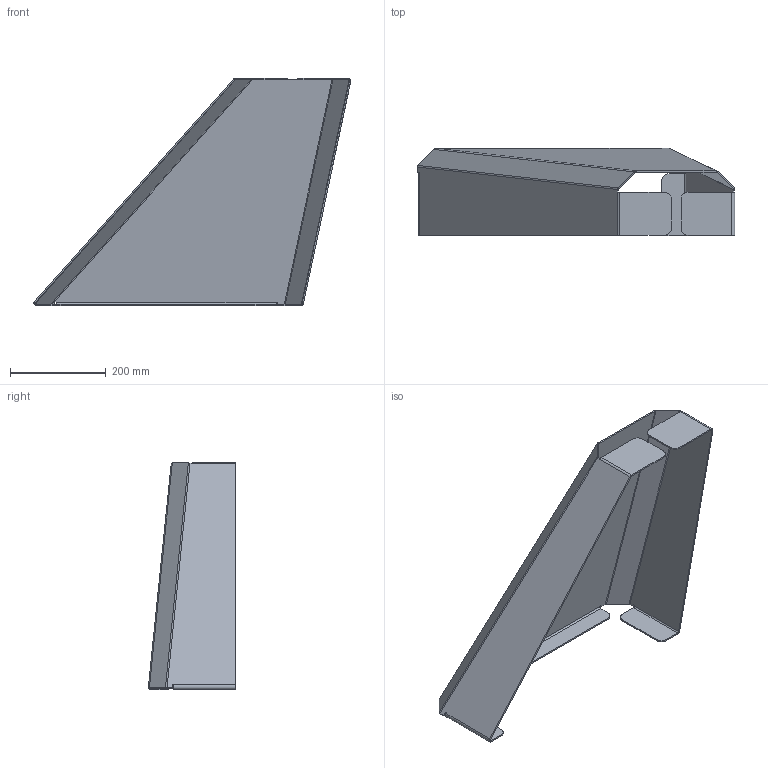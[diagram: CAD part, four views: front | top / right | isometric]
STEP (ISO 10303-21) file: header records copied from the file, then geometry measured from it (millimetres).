
FILE_DESCRIPTION((''),'2;1');
FILE_NAME('Flyer.step','2020-07-15T16:03:08',('Brolle'),(''),'Autodesk Inventor 2010','Autodesk Inventor 2010','');
FILE_SCHEMA(('AUTOMOTIVE_DESIGN { 1 0 10303 214 1 1 1 1 }'));
Length unit declared in the file: millimetre
Products named in the file (1): Flyer-test
Bounding box: 665.17 x 182.98 x 476 mm (x, y, z)
Volume: 1184040.4 mm3; surface area: 798880.1 mm2
Topology: 1 solids, 1 shells, 110 faces, 266 edges, 158 vertices
Faces by surface type: plane 75, cylinder 28, bspline 7
Entity records: 3256 total; most frequent: CARTESIAN_POINT 706, ORIENTED_EDGE 532, DIRECTION 502, EDGE_CURVE 266, VECTOR 210, LINE 210, VERTEX_POINT 158, AXIS2_PLACEMENT_3D 146
